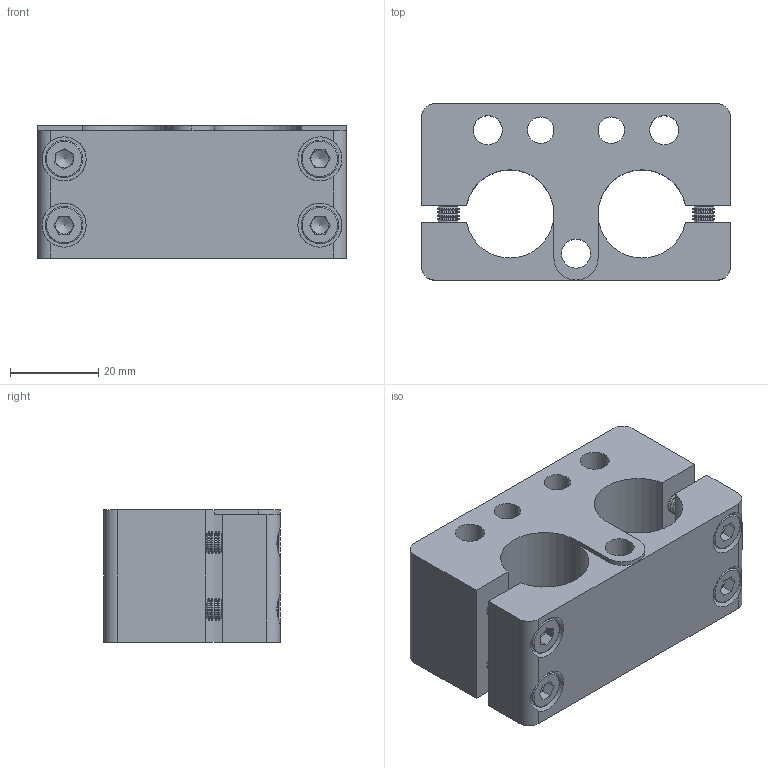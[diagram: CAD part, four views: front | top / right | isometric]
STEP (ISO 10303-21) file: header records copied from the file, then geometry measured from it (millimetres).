
FILE_DESCRIPTION (( 'STEP AP214' ), '1' );
FILE_NAME ('0186-2199_240502_Z01-SB-20x2.STEP', '2024-02-05T13:06:16', ( '' ), ( '' ), 'SwSTEP 2.0', 'SolidWorks 2023', '' );
FILE_SCHEMA (( 'AUTOMOTIVE_DESIGN' ));
Length unit declared in the file: millimetre
Products named in the file (3): 0230-0036_zyl.-schr._i-6kt_M5x20_8.8_v-b; 0186-2199_240502_Z01-SB-20x2; 0180-3453_Z01-SB-20x2
Assembly tree (5 placements, depth 2):
  0186-2199_240502_Z01-SB-20x2
    0180-3453_Z01-SB-20x2
    0230-0036_zyl.-schr._i-6kt_M5x20_8.8_v-b  x4
Bounding box: 70 x 40 x 30 mm (x, y, z)
Volume: 54579.9 mm3; surface area: 22764.7 mm2
Topology: 5 solids, 5 shells, 407 faces, 864 edges, 476 vertices
Faces by surface type: cone 188, cylinder 126, plane 85, torus 8
Full cylindrical faces by diameter (mm): 4.2 x4, 5 x92, 5.5 x4, 6 x2, 6.6 x3, 8 x2, 8.5 x4, 10 x4, 11 x3
Entity records: 3700 total; most frequent: DIRECTION 664, CARTESIAN_POINT 646, ORIENTED_EDGE 438, AXIS2_PLACEMENT_3D 295, EDGE_LOOP 268, EDGE_CURVE 219, FACE_OUTER_BOUND 194, VERTEX_POINT 181
